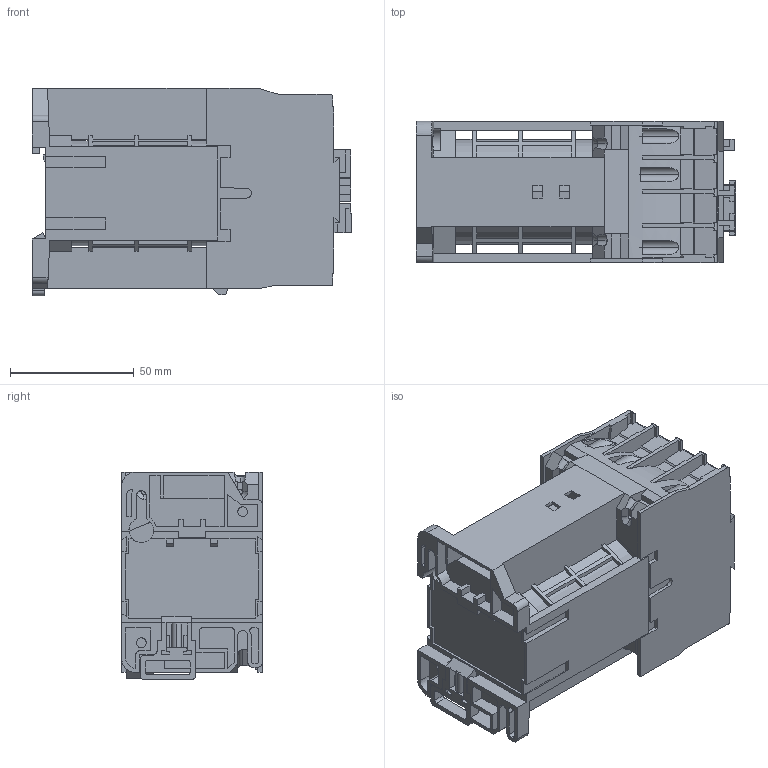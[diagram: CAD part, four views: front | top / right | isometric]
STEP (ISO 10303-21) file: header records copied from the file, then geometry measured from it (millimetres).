
FILE_DESCRIPTION (( 'STEP AP203' ), '1' );
FILE_NAME ('Êîíòàêòîð ìàëîãàáàðèòíûé ÊÌÝï 25À 24Â.STEP', '2016-12-02T11:28:24', ( '' ), ( '' ), 'SwSTEP 2.0', 'SolidWorks 2014', '' );
FILE_SCHEMA (( 'CONFIG_CONTROL_DESIGN' ));
Length unit declared in the file: millimetre
Products named in the file (1): Êîíòàêòîð ìàëîãàáàðèòíûé ÊÌÝï 25À 24Â
Bounding box: 129.2 x 57 x 84 mm (x, y, z)
Volume: 340040.4 mm3; surface area: 92742 mm2
Topology: 1 solids, 1 shells, 1200 faces, 3503 edges, 2298 vertices
Faces by surface type: plane 1057, cylinder 113, torus 26, cone 4
Entity records: 39993 total; most frequent: CARTESIAN_POINT 8156, ORIENTED_EDGE 7006, DIRECTION 6071, EDGE_CURVE 3503, VECTOR 2893, LINE 2893, VERTEX_POINT 2298, AXIS2_PLACEMENT_3D 1589
